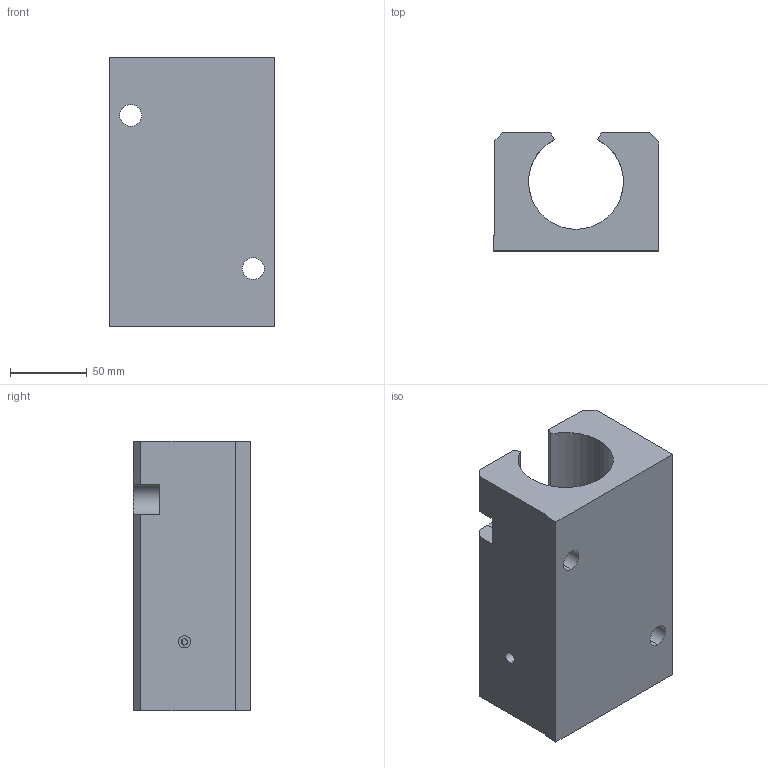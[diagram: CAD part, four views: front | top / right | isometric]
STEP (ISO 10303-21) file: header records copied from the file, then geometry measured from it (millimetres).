
FILE_DESCRIPTION (( 'STEP AP214' ), '1' );
FILE_NAME ('KTGO87-40.step', '2021-11-27T11:53:09', ( '' ), ( '' ), 'SwSTEP 2.0', 'SolidWorks 2021', '' );
FILE_SCHEMA (( 'AUTOMOTIVE_DESIGN' ));
Length unit declared in the file: millimetre
Products named in the file (1): KTGO87-40
Bounding box: 108 x 77 x 176 mm (x, y, z)
Volume: 867179.8 mm3; surface area: 106958.8 mm2
Topology: 1 solids, 1 shells, 47 faces, 129 edges, 84 vertices
Faces by surface type: plane 23, cylinder 21, cone 3
Entity records: 1806 total; most frequent: CARTESIAN_POINT 431, ORIENTED_EDGE 258, DIRECTION 252, EDGE_CURVE 129, AXIS2_PLACEMENT_3D 85, VERTEX_POINT 84, VECTOR 82, LINE 82
